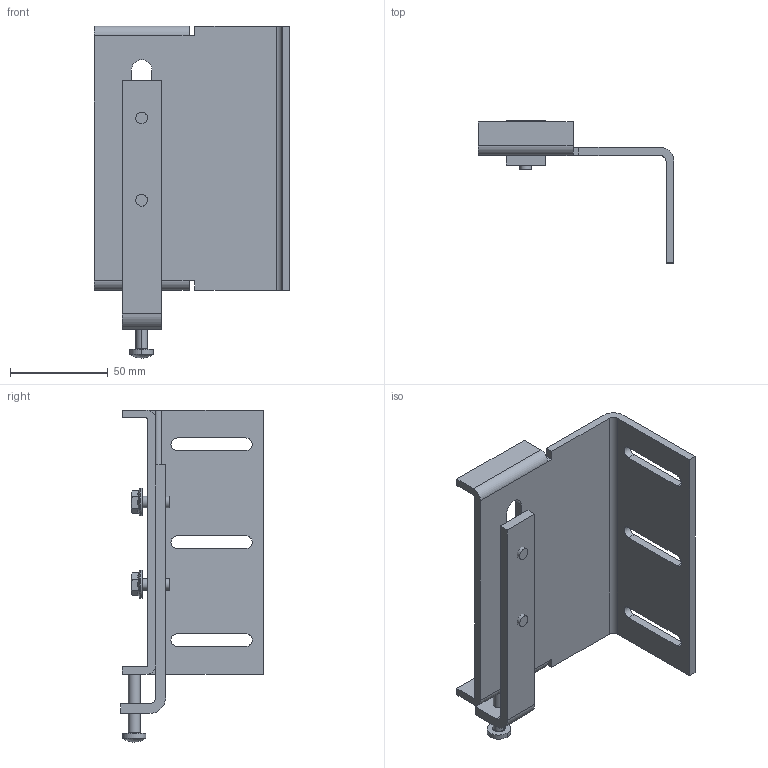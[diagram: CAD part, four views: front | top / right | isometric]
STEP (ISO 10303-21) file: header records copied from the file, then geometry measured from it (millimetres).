
FILE_DESCRIPTION(/* description */ (''),/* implementation_level */ '2;1');
FILE_NAME(/* name */ '6FB1104-0AT02-0AS0_3d.stp',/* time_stamp */ '2017-12-20T15:53:21+01:00',/* author */ ('Naepfel'),/* organization */ ('Siemens AG'),/* preprocessor_version */ 'ST-DEVELOPER v16',/* originating_system */ 'SIEMENS PLM Software NX 10.0',/* authorisation */ '');
FILE_SCHEMA (('AUTOMOTIVE_DESIGN { 1 0 10303 214 3 1 1 1 }'));
Length unit declared in the file: millimetre
Products named in the file (4): A5E43800266A_001; A5E43799537A_001; A5E43775490A_001; A5E43775480A_001
Assembly tree (3 placements, depth 2):
  A5E43775480A_001
    A5E43775490A_001
    A5E43799537A_001
    A5E43800266A_001
Bounding box: 100 x 73 x 169.54 mm (x, y, z)
Volume: 96847.7 mm3; surface area: 54062.3 mm2
Topology: 4 solids, 5 shells, 119 faces, 302 edges, 198 vertices
Faces by surface type: plane 70, cylinder 32, cone 12, torus 4, sphere 1
Full cylindrical faces by diameter (mm): 6 x2, 14.2 x2
Entity records: 4604 total; most frequent: CARTESIAN_POINT 851, ORIENTED_EDGE 576, DIRECTION 572, EDGE_CURVE 288, AXIS2_PLACEMENT_3D 206, VERTEX_POINT 194, LINE 160, VECTOR 160
